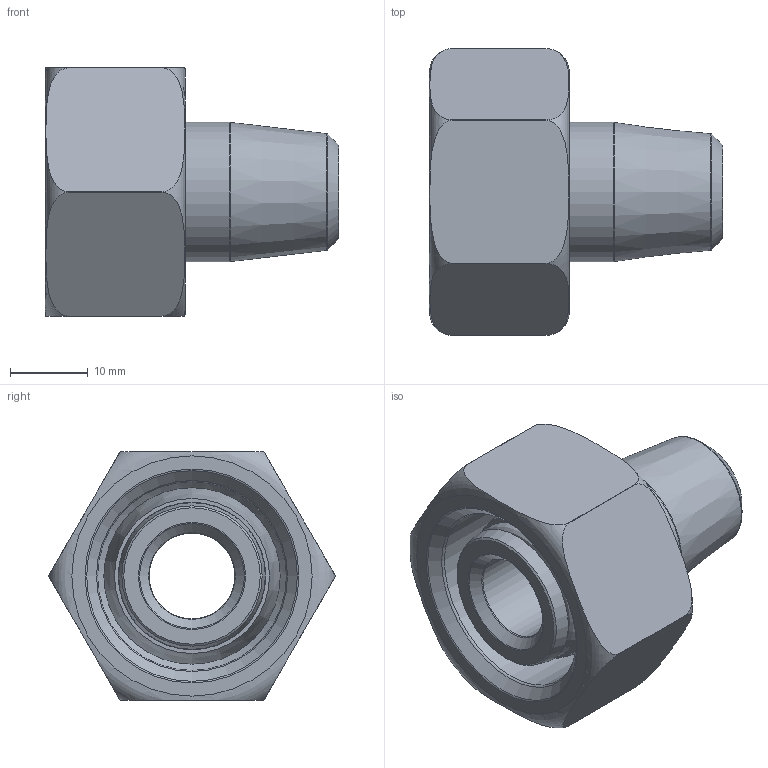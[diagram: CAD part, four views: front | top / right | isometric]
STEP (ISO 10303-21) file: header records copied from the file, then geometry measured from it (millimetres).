
FILE_DESCRIPTION(/* description */ (''),/* implementation_level */ '2;1');
FILE_NAME(/* name */ 'ARKM18-15.stp',/* time_stamp */ '2024-07-12T13:43:16+02:00',/* author */ (''),/* organization */ (''),/* preprocessor_version */ 'ST-DEVELOPER v16',/* originating_system */ 'SIEMENS PLM Software NX 10.0',/* authorisation */ '');
FILE_SCHEMA (('CONFIG_CONTROL_DESIGN'));
Length unit declared in the file: millimetre
Products named in the file (4): X-OR-18; X-M18; X-ARK18-15; ARKM18-15
Assembly tree (3 placements, depth 2):
  ARKM18-15
    X-ARK18-15
    X-M18
    X-OR-18
Bounding box: 37.73 x 36.93 x 32 mm (x, y, z)
Volume: 14591.6 mm3; surface area: 8404.2 mm2
Topology: 3 solids, 3 shells, 154 faces, 399 edges, 261 vertices
Faces by surface type: plane 112, cone 12, torus 12, cylinder 11, extrusion 6, revolution 1
Full cylindrical faces by diameter (mm): 11.045 x1, 17.928 x1, 18.2 x1, 22.7 x1, 24.3 x1
Entity records: 5330 total; most frequent: CARTESIAN_POINT 1697, ORIENTED_EDGE 714, DIRECTION 510, EDGE_CURVE 357, VERTEX_POINT 251, B_SPLINE_CURVE_WITH_KNOTS 210, EDGE_LOOP 199, AXIS2_PLACEMENT_3D 198
